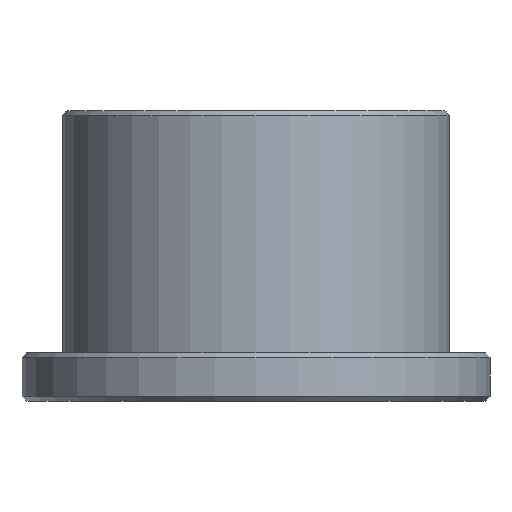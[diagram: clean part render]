
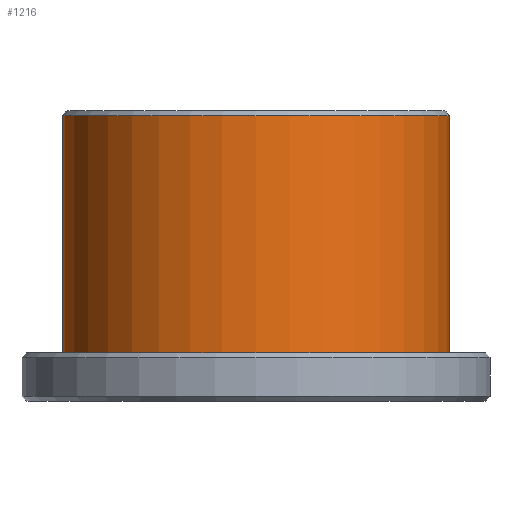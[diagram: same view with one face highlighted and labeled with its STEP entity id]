
A CAD part, front view. The second image highlights one B-rep face of the part: STEP entity #1216.
In plain terms, the highlighted cylindrical face has radius 12 mm (diameter 24 mm), a partial arc.
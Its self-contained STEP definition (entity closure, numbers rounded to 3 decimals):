
#48 = DIRECTION ( 'NONE',  ( 0., 0., -1. ) ) ;
#78 = EDGE_LOOP ( 'NONE', ( #776, #1357, #932, #610 ) ) ;
#90 = CARTESIAN_POINT ( 'NONE',  ( 0., 0., 17.7 ) ) ;
#136 = VECTOR ( 'NONE', #1335, 1000. ) ;
#160 = DIRECTION ( 'NONE',  ( -1., 0., 0. ) ) ;
#173 = EDGE_CURVE ( 'NONE', #348, #242, #1025, .T. ) ;
#201 = DIRECTION ( 'NONE',  ( 1., 0., 0. ) ) ;
#203 = CARTESIAN_POINT ( 'NONE',  ( -12., 0., 17.7 ) ) ;
#206 = CIRCLE ( 'NONE', #1241, 12. ) ;
#242 = VERTEX_POINT ( 'NONE', #686 ) ;
#302 = VERTEX_POINT ( 'NONE', #203 ) ;
#348 = VERTEX_POINT ( 'NONE', #1252 ) ;
#449 = CARTESIAN_POINT ( 'NONE',  ( 0., 0., 3. ) ) ;
#456 = DIRECTION ( 'NONE',  ( 0., 0., -1. ) ) ;
#465 = DIRECTION ( 'NONE',  ( -1., 0., 0. ) ) ;
#480 = VECTOR ( 'NONE', #1314, 1000. ) ;
#573 = AXIS2_PLACEMENT_3D ( 'NONE', #835, #48, #160 ) ;
#610 = ORIENTED_EDGE ( 'NONE', *, *, #635, .F. ) ;
#635 = EDGE_CURVE ( 'NONE', #242, #953, #1181, .T. ) ;
#686 = CARTESIAN_POINT ( 'NONE',  ( 12., 0., 3. ) ) ;
#720 = AXIS2_PLACEMENT_3D ( 'NONE', #449, #456, #465 ) ;
#776 = ORIENTED_EDGE ( 'NONE', *, *, #173, .F. ) ;
#835 = CARTESIAN_POINT ( 'NONE',  ( 0., 0., 18. ) ) ;
#877 = DIRECTION ( 'NONE',  ( 0., 0., -1. ) ) ;
#932 = ORIENTED_EDGE ( 'NONE', *, *, #1167, .T. ) ;
#953 = VERTEX_POINT ( 'NONE', #1270 ) ;
#954 = CYLINDRICAL_SURFACE ( 'NONE', #573, 12. ) ;
#994 = LINE ( 'NONE', #1201, #480 ) ;
#1025 = LINE ( 'NONE', #1427, #136 ) ;
#1167 = EDGE_CURVE ( 'NONE', #302, #953, #994, .T. ) ;
#1181 = CIRCLE ( 'NONE', #720, 12. ) ;
#1201 = CARTESIAN_POINT ( 'NONE',  ( -12., 0., 18. ) ) ;
#1216 = ADVANCED_FACE ( 'NONE', ( #1288 ), #954, .T. ) ;
#1241 = AXIS2_PLACEMENT_3D ( 'NONE', #90, #877, #201 ) ;
#1252 = CARTESIAN_POINT ( 'NONE',  ( 12., 0., 17.7 ) ) ;
#1270 = CARTESIAN_POINT ( 'NONE',  ( -12., 0., 3. ) ) ;
#1288 = FACE_OUTER_BOUND ( 'NONE', #78, .T. ) ;
#1314 = DIRECTION ( 'NONE',  ( 0., 0., -1. ) ) ;
#1335 = DIRECTION ( 'NONE',  ( 0., 0., -1. ) ) ;
#1357 = ORIENTED_EDGE ( 'NONE', *, *, #1385, .T. ) ;
#1385 = EDGE_CURVE ( 'NONE', #348, #302, #206, .T. ) ;
#1427 = CARTESIAN_POINT ( 'NONE',  ( 12., 0., 18. ) ) ;
